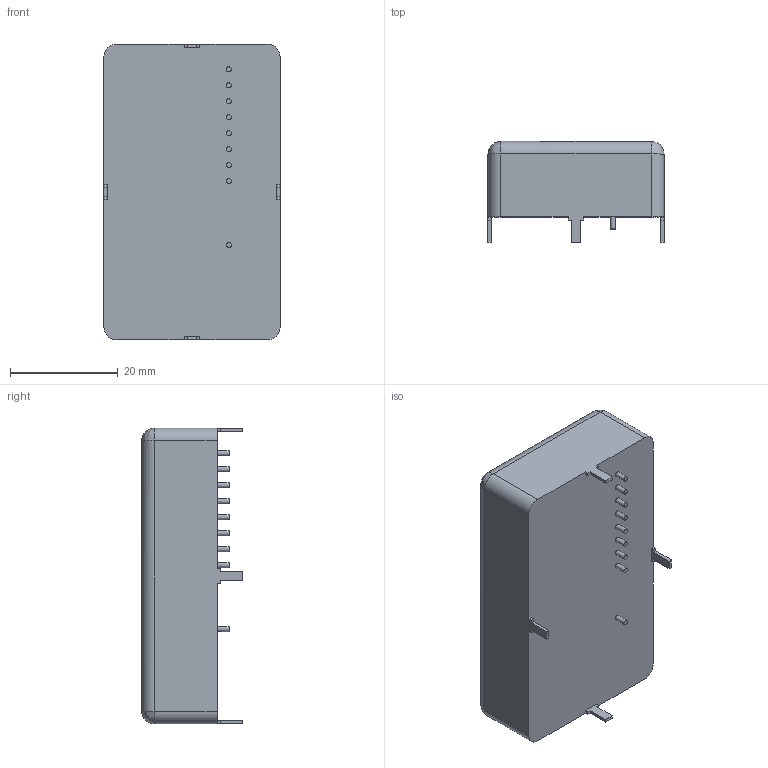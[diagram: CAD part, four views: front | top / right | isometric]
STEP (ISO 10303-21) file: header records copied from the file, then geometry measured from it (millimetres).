
FILE_DESCRIPTION(('FreeCAD Model'),'2;1');
FILE_NAME('Open CASCADE Shape Model','2025-04-26T08:52:07',('FreeCAD'),( 'FreeCAD'),'Open CASCADE STEP processor 7.6','FreeCAD','Unknown');
FILE_SCHEMA(('AUTOMOTIVE_DESIGN { 1 0 10303 214 1 1 1 1 }'));
Products named in the file (1): Open CASCADE STEP translator 7.6 1
Bounding box: 32.74 x 18.71 x 54.95 mm (x, y, z)
Volume: 25013.5 mm3; surface area: 5971.3 mm2
Topology: 1 solids, 1 shells, 1766 faces, 4758 edges, 3168 vertices
Faces by surface type: bspline 1766
Entity records: 54823 total; most frequent: CARTESIAN_POINT 25249, ORIENTED_EDGE 9516, EDGE_CURVE 4758, B_SPLINE_CURVE_WITH_KNOTS 4724, VERTEX_POINT 3168, FACE_BOUND 1940, EDGE_LOOP 1940, ADVANCED_FACE 1766
